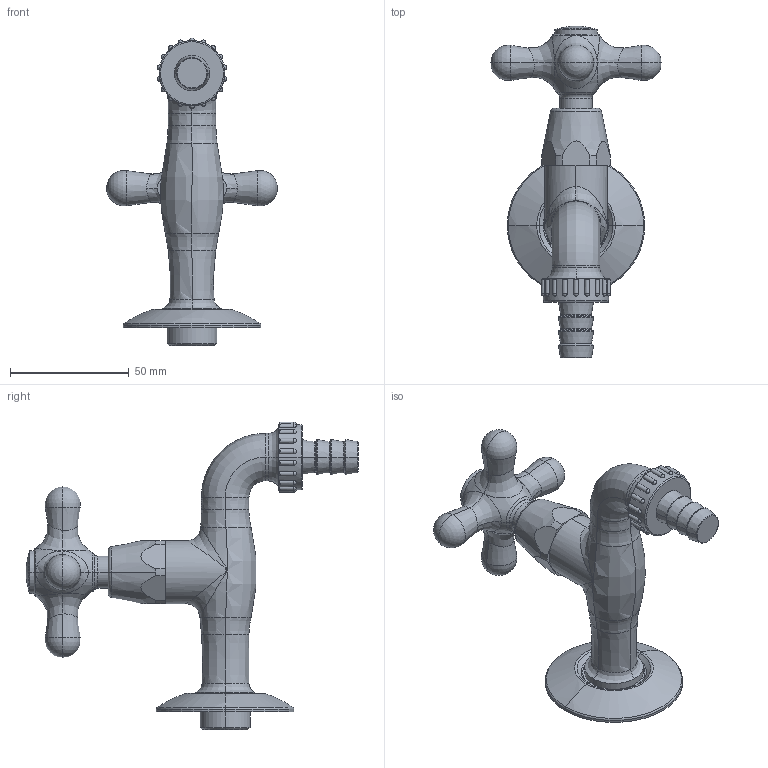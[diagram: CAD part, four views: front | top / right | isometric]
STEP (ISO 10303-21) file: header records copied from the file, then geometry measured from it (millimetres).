
FILE_DESCRIPTION((''),'2;1');
FILE_NAME('IRV211CR','2021-11-10T17:17:33',('ut3'),('PAFFONI SpA'),'CREO PARAMETRIC BY PTC INC, 2020044','CREO PARAMETRIC BY PTC INC, 2020044','');
FILE_SCHEMA(('CONFIG_CONTROL_DESIGN','SHAPE_APPEARANCE_LAYERS_GROUPS'));
Length unit declared in the file: millimetre
Products named in the file (1): IRV211CR
Bounding box: 72 x 139.94 x 129.8 mm (x, y, z)
Volume: 115128.5 mm3; surface area: 25992.8 mm2
Topology: 1 solids, 1 shells, 209 faces, 530 edges, 301 vertices
Faces by surface type: bspline 61, cylinder 38, cone 34, sphere 28, torus 28, plane 20
Entity records: 13613 total; most frequent: CARTESIAN_POINT 7585, ORIENTED_EDGE 1004, DIRECTION 871, EDGE_CURVE 502, AXIS2_PLACEMENT_3D 380, VERTEX_POINT 301, CIRCLE 232, EDGE_LOOP 215
